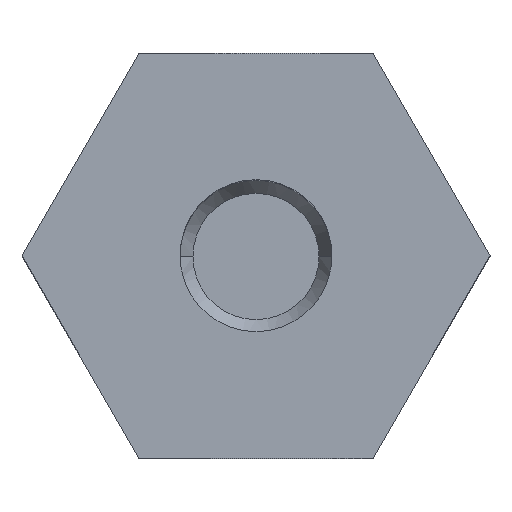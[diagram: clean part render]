
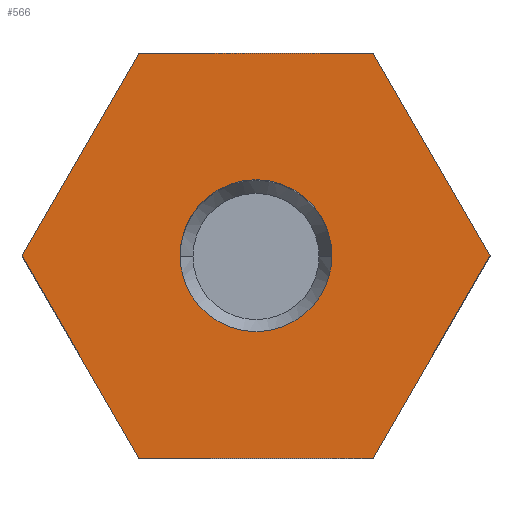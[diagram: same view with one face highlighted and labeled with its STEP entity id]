
A CAD part, top view. The second image highlights one B-rep face of the part: STEP entity #566.
In plain terms, the highlighted planar face has unit normal (0, 0, 1).
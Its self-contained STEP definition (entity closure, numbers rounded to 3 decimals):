
#35 = VERTEX_POINT ( 'NONE', #422 ) ;
#44 = CIRCLE ( 'NONE', #1778, 2.25 ) ;
#50 = FACE_OUTER_BOUND ( 'NONE', #631, .T. ) ;
#67 = LINE ( 'NONE', #804, #678 ) ;
#162 = VERTEX_POINT ( 'NONE', #375 ) ;
#173 = DIRECTION ( 'NONE',  ( -0.5, 0.866, 0. ) ) ;
#182 = ORIENTED_EDGE ( 'NONE', *, *, #752, .F. ) ;
#198 = VECTOR ( 'NONE', #981, 1000. ) ;
#220 = PLANE ( 'NONE',  #770 ) ;
#228 = CARTESIAN_POINT ( 'NONE',  ( -3.464, 6., 11. ) ) ;
#239 = VERTEX_POINT ( 'NONE', #764 ) ;
#258 = DIRECTION ( 'NONE',  ( 1., 0., 0. ) ) ;
#287 = VECTOR ( 'NONE', #1462, 1000. ) ;
#310 = VERTEX_POINT ( 'NONE', #349 ) ;
#314 = CARTESIAN_POINT ( 'NONE',  ( 6.928, 0., 11. ) ) ;
#317 = EDGE_CURVE ( 'NONE', #162, #310, #1710, .T. ) ;
#348 = EDGE_CURVE ( 'NONE', #310, #1139, #67, .T. ) ;
#349 = CARTESIAN_POINT ( 'NONE',  ( -6.928, 0., 11. ) ) ;
#356 = VECTOR ( 'NONE', #1460, 1000. ) ;
#375 = CARTESIAN_POINT ( 'NONE',  ( -3.464, 6., 11. ) ) ;
#381 = CIRCLE ( 'NONE', #1534, 2.25 ) ;
#386 = EDGE_CURVE ( 'NONE', #1453, #1412, #1133, .T. ) ;
#397 = CARTESIAN_POINT ( 'NONE',  ( 2.25, 0., 11. ) ) ;
#408 = ORIENTED_EDGE ( 'NONE', *, *, #1390, .T. ) ;
#422 = CARTESIAN_POINT ( 'NONE',  ( -2.25, 0., 11. ) ) ;
#497 = CARTESIAN_POINT ( 'NONE',  ( 3.464, 6., 11. ) ) ;
#563 = CARTESIAN_POINT ( 'NONE',  ( 6.928, 0., 11. ) ) ;
#566 = ADVANCED_FACE ( 'NONE', ( #1575, #50 ), #220, .T. ) ;
#568 = CARTESIAN_POINT ( 'NONE',  ( 0., 0., 11. ) ) ;
#622 = ORIENTED_EDGE ( 'NONE', *, *, #386, .T. ) ;
#631 = EDGE_LOOP ( 'NONE', ( #408, #873, #622, #1067, #1525, #1718 ) ) ;
#678 = VECTOR ( 'NONE', #1037, 1000. ) ;
#691 = EDGE_CURVE ( 'NONE', #239, #1453, #1217, .T. ) ;
#752 = EDGE_CURVE ( 'NONE', #1719, #35, #381, .T. ) ;
#759 = EDGE_CURVE ( 'NONE', #1412, #162, #1662, .T. ) ;
#764 = CARTESIAN_POINT ( 'NONE',  ( 3.464, -6., 11. ) ) ;
#770 = AXIS2_PLACEMENT_3D ( 'NONE', #1070, #1169, #1612 ) ;
#804 = CARTESIAN_POINT ( 'NONE',  ( -6.928, 0., 11. ) ) ;
#835 = CARTESIAN_POINT ( 'NONE',  ( 3.464, 6., 11. ) ) ;
#873 = ORIENTED_EDGE ( 'NONE', *, *, #691, .T. ) ;
#899 = ORIENTED_EDGE ( 'NONE', *, *, #1098, .F. ) ;
#908 = VECTOR ( 'NONE', #1545, 1000. ) ;
#973 = EDGE_LOOP ( 'NONE', ( #182, #899 ) ) ;
#981 = DIRECTION ( 'NONE',  ( -1., 0., 0. ) ) ;
#1037 = DIRECTION ( 'NONE',  ( 0.5, -0.866, 0. ) ) ;
#1067 = ORIENTED_EDGE ( 'NONE', *, *, #759, .T. ) ;
#1070 = CARTESIAN_POINT ( 'NONE',  ( 0., 0., 11. ) ) ;
#1085 = CARTESIAN_POINT ( 'NONE',  ( 3.464, -6., 11. ) ) ;
#1098 = EDGE_CURVE ( 'NONE', #35, #1719, #44, .T. ) ;
#1121 = DIRECTION ( 'NONE',  ( 0., 0., 1. ) ) ;
#1133 = LINE ( 'NONE', #563, #1345 ) ;
#1139 = VERTEX_POINT ( 'NONE', #1663 ) ;
#1169 = DIRECTION ( 'NONE',  ( 0., 0., 1. ) ) ;
#1217 = LINE ( 'NONE', #1085, #908 ) ;
#1335 = LINE ( 'NONE', #1440, #287 ) ;
#1345 = VECTOR ( 'NONE', #173, 1000. ) ;
#1390 = EDGE_CURVE ( 'NONE', #1139, #239, #1335, .T. ) ;
#1412 = VERTEX_POINT ( 'NONE', #497 ) ;
#1440 = CARTESIAN_POINT ( 'NONE',  ( -3.464, -6., 11. ) ) ;
#1453 = VERTEX_POINT ( 'NONE', #314 ) ;
#1460 = DIRECTION ( 'NONE',  ( -0.5, -0.866, 0. ) ) ;
#1462 = DIRECTION ( 'NONE',  ( 1., 0., 0. ) ) ;
#1506 = DIRECTION ( 'NONE',  ( 0., 0., 1. ) ) ;
#1525 = ORIENTED_EDGE ( 'NONE', *, *, #317, .T. ) ;
#1534 = AXIS2_PLACEMENT_3D ( 'NONE', #568, #1121, #1672 ) ;
#1545 = DIRECTION ( 'NONE',  ( 0.5, 0.866, 0. ) ) ;
#1575 = FACE_BOUND ( 'NONE', #973, .T. ) ;
#1612 = DIRECTION ( 'NONE',  ( 1., 0., 0. ) ) ;
#1662 = LINE ( 'NONE', #835, #198 ) ;
#1663 = CARTESIAN_POINT ( 'NONE',  ( -3.464, -6., 11. ) ) ;
#1672 = DIRECTION ( 'NONE',  ( 1., 0., 0. ) ) ;
#1710 = LINE ( 'NONE', #228, #356 ) ;
#1718 = ORIENTED_EDGE ( 'NONE', *, *, #348, .T. ) ;
#1719 = VERTEX_POINT ( 'NONE', #397 ) ;
#1776 = CARTESIAN_POINT ( 'NONE',  ( 0., 0., 11. ) ) ;
#1778 = AXIS2_PLACEMENT_3D ( 'NONE', #1776, #1506, #258 ) ;
